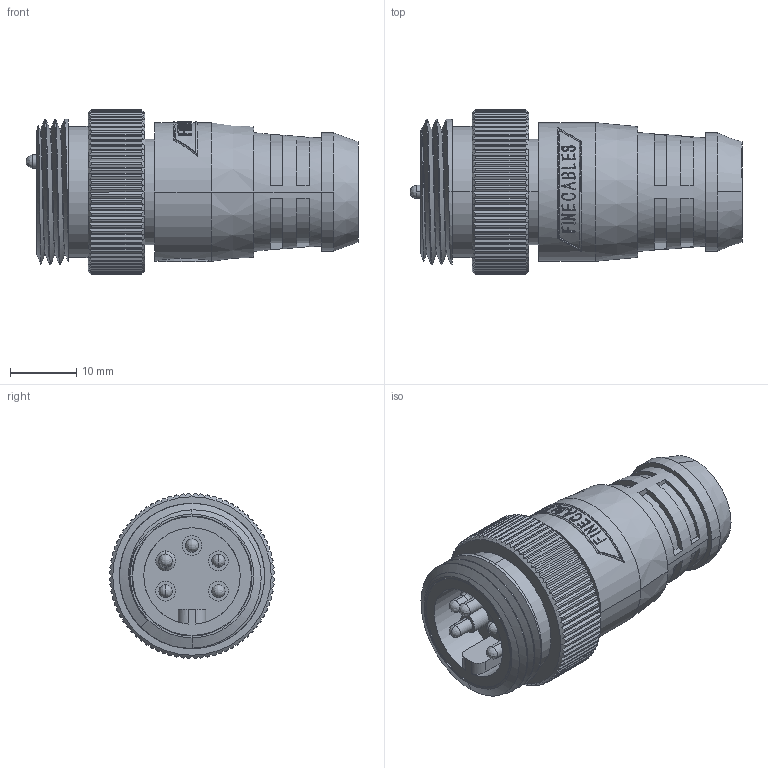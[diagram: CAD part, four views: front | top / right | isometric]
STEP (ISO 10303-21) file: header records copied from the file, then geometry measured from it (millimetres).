
FILE_DESCRIPTION (( 'STEP AP203' ), '1' );
FILE_NAME ('P356.STEP', '2020-04-15T06:49:35', ( 'edpusr' ), ( 'Microsoft' ), 'SwSTEP 2.0', 'SolidWorks 2015', '' );
FILE_SCHEMA (( 'CONFIG_CONTROL_DESIGN' ));
Length unit declared in the file: millimetre
Products named in the file (1): P356
Bounding box: 50.3 x 24.99 x 24.99 mm (x, y, z)
Volume: 14586.6 mm3; surface area: 6320 mm2
Topology: 1 solids, 1 shells, 630 faces, 1752 edges, 1152 vertices
Faces by surface type: plane 254, bspline 217, cylinder 147, cone 12
Entity records: 34985 total; most frequent: CARTESIAN_POINT 20747, ORIENTED_EDGE 3476, DIRECTION 2112, EDGE_CURVE 1738, VERTEX_POINT 1152, B_SPLINE_CURVE_WITH_KNOTS 743, AXIS2_PLACEMENT_3D 728, EDGE_LOOP 672
